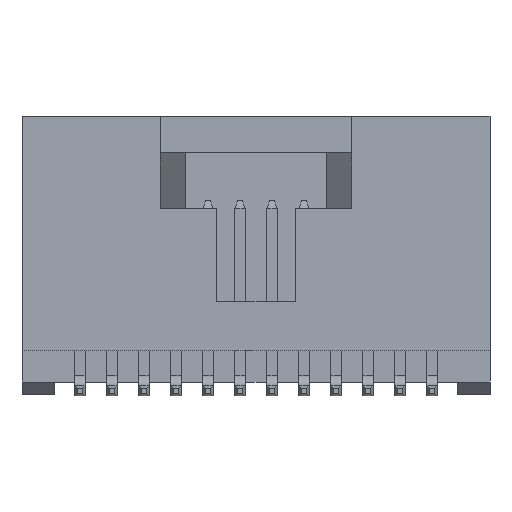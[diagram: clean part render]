
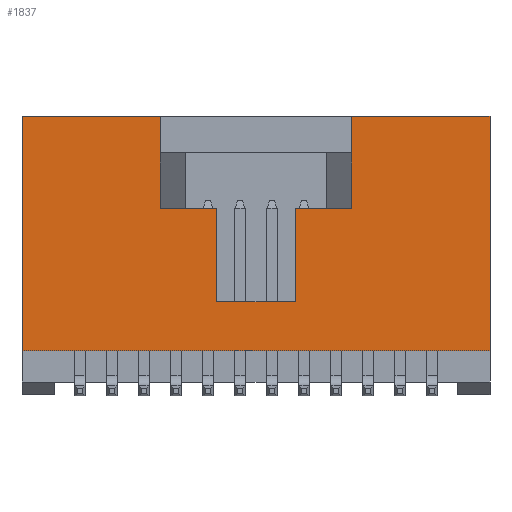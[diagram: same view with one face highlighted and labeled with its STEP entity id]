
A CAD part, front view. The second image highlights one B-rep face of the part: STEP entity #1837.
In plain terms, the highlighted planar face has unit normal (0, -1, 0).
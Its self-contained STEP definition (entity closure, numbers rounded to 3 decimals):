
#177=CARTESIAN_POINT('',(3.87,-0.6,9.775));
#178=VERTEX_POINT('',#177);
#195=CARTESIAN_POINT('',(3.87,-0.6,6.115));
#196=VERTEX_POINT('',#195);
#203=CARTESIAN_POINT('',(3.87,-0.6,6.115));
#204=DIRECTION('',(0.,0.,1.));
#205=VECTOR('',#204,3.66);
#206=LINE('',#203,#205);
#207=EDGE_CURVE('',#196,#178,#206,.T.);
#217=CARTESIAN_POINT('',(-3.73,-0.6,9.775));
#218=VERTEX_POINT('',#217);
#219=CARTESIAN_POINT('',(-3.73,-0.6,6.115));
#220=VERTEX_POINT('',#219);
#221=CARTESIAN_POINT('',(-3.73,-0.6,9.775));
#222=DIRECTION('',(0.,0.,-1.));
#223=VECTOR('',#222,3.66);
#224=LINE('',#221,#223);
#225=EDGE_CURVE('',#218,#220,#224,.T.);
#295=CARTESIAN_POINT('',(9.355,-0.6,9.775));
#296=VERTEX_POINT('',#295);
#297=CARTESIAN_POINT('',(3.87,-0.6,9.775));
#298=DIRECTION('',(1.,0.,0.));
#299=VECTOR('',#298,5.485);
#300=LINE('',#297,#299);
#301=EDGE_CURVE('',#178,#296,#300,.T.);
#351=CARTESIAN_POINT('',(-9.215,-0.6,9.775));
#352=VERTEX_POINT('',#351);
#359=CARTESIAN_POINT('',(-9.215,-0.6,9.775));
#360=DIRECTION('',(1.,0.,0.));
#361=VECTOR('',#360,5.485);
#362=LINE('',#359,#361);
#363=EDGE_CURVE('',#352,#218,#362,.T.);
#376=CARTESIAN_POINT('',(-2.73,-0.6,6.115));
#377=VERTEX_POINT('',#376);
#438=CARTESIAN_POINT('',(2.87,-0.6,6.115));
#439=VERTEX_POINT('',#438);
#550=CARTESIAN_POINT('',(1.62,-0.6,6.115));
#551=VERTEX_POINT('',#550);
#558=CARTESIAN_POINT('',(1.62,-0.6,6.115));
#559=DIRECTION('',(1.,0.,0.));
#560=VECTOR('',#559,1.25);
#561=LINE('',#558,#560);
#562=EDGE_CURVE('',#551,#439,#561,.T.);
#574=CARTESIAN_POINT('',(-1.48,-0.6,6.115));
#575=VERTEX_POINT('',#574);
#576=CARTESIAN_POINT('',(-2.73,-0.6,6.115));
#577=DIRECTION('',(1.,0.,0.));
#578=VECTOR('',#577,1.25);
#579=LINE('',#576,#578);
#580=EDGE_CURVE('',#377,#575,#579,.T.);
#598=CARTESIAN_POINT('',(-1.48,-0.6,2.415));
#599=VERTEX_POINT('',#598);
#600=CARTESIAN_POINT('',(-1.48,-0.6,6.115));
#601=DIRECTION('',(0.,0.,-1.));
#602=VECTOR('',#601,3.7);
#603=LINE('',#600,#602);
#604=EDGE_CURVE('',#575,#599,#603,.T.);
#623=CARTESIAN_POINT('',(1.62,-0.6,2.415));
#624=VERTEX_POINT('',#623);
#631=CARTESIAN_POINT('',(1.62,-0.6,2.415));
#632=DIRECTION('',(0.,0.,1.));
#633=VECTOR('',#632,3.7);
#634=LINE('',#631,#633);
#635=EDGE_CURVE('',#624,#551,#634,.T.);
#916=CARTESIAN_POINT('',(-1.48,-0.6,2.415));
#917=DIRECTION('',(1.,0.,0.));
#918=VECTOR('',#917,3.1);
#919=LINE('',#916,#918);
#920=EDGE_CURVE('',#599,#624,#919,.T.);
#1787=CARTESIAN_POINT('',(0.07,-0.6,8.51));
#1788=DIRECTION('',(1.,0.,0.));
#1789=DIRECTION('',(0.,-1.,0.));
#1790=AXIS2_PLACEMENT_3D('',#1787,#1789,#1788);
#1791=PLANE('',#1790);
#1792=ORIENTED_EDGE('',*,*,#301,.F.);
#1793=ORIENTED_EDGE('',*,*,#207,.F.);
#1794=CARTESIAN_POINT('',(3.87,-0.6,6.115));
#1795=DIRECTION('',(-1.,0.,0.));
#1796=VECTOR('',#1795,1.);
#1797=LINE('',#1794,#1796);
#1798=EDGE_CURVE('',#196,#439,#1797,.T.);
#1799=ORIENTED_EDGE('',*,*,#1798,.T.);
#1800=ORIENTED_EDGE('',*,*,#562,.F.);
#1801=ORIENTED_EDGE('',*,*,#635,.F.);
#1802=ORIENTED_EDGE('',*,*,#920,.F.);
#1803=ORIENTED_EDGE('',*,*,#604,.F.);
#1804=ORIENTED_EDGE('',*,*,#580,.F.);
#1805=CARTESIAN_POINT('',(-2.73,-0.6,6.115));
#1806=DIRECTION('',(-1.,0.,0.));
#1807=VECTOR('',#1806,1.);
#1808=LINE('',#1805,#1807);
#1809=EDGE_CURVE('',#377,#220,#1808,.T.);
#1810=ORIENTED_EDGE('',*,*,#1809,.T.);
#1811=ORIENTED_EDGE('',*,*,#225,.F.);
#1812=ORIENTED_EDGE('',*,*,#363,.F.);
#1813=CARTESIAN_POINT('',(-9.215,-0.6,0.475));
#1814=VERTEX_POINT('',#1813);
#1815=CARTESIAN_POINT('',(-9.215,-0.6,9.775));
#1816=DIRECTION('',(0.,0.,-1.));
#1817=VECTOR('',#1816,9.3);
#1818=LINE('',#1815,#1817);
#1819=EDGE_CURVE('',#352,#1814,#1818,.T.);
#1820=ORIENTED_EDGE('',*,*,#1819,.T.);
#1821=CARTESIAN_POINT('',(9.355,-0.6,0.475));
#1822=VERTEX_POINT('',#1821);
#1823=CARTESIAN_POINT('',(-9.215,-0.6,0.475));
#1824=DIRECTION('',(1.,0.,0.));
#1825=VECTOR('',#1824,18.57);
#1826=LINE('',#1823,#1825);
#1827=EDGE_CURVE('',#1814,#1822,#1826,.T.);
#1828=ORIENTED_EDGE('',*,*,#1827,.T.);
#1829=CARTESIAN_POINT('',(9.355,-0.6,0.475));
#1830=DIRECTION('',(0.,0.,1.));
#1831=VECTOR('',#1830,9.3);
#1832=LINE('',#1829,#1831);
#1833=EDGE_CURVE('',#1822,#296,#1832,.T.);
#1834=ORIENTED_EDGE('',*,*,#1833,.T.);
#1835=EDGE_LOOP('',(#1792,#1793,#1799,#1800,#1801,#1802,#1803,#1804,#1810,#1811,#1812,#1820,#1828,#1834));
#1836=FACE_OUTER_BOUND('',#1835,.T.);
#1837=ADVANCED_FACE('',(#1836),#1791,.T.);
